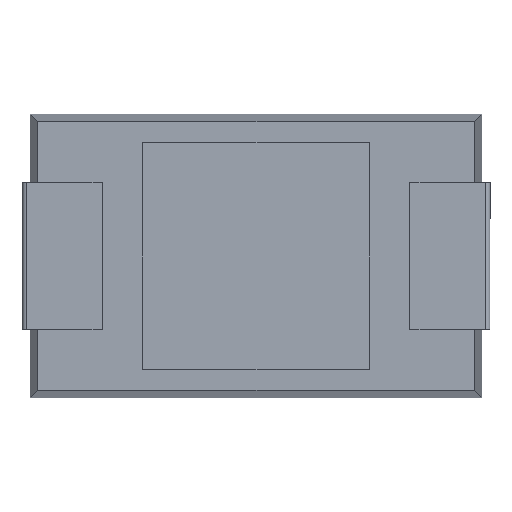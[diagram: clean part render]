
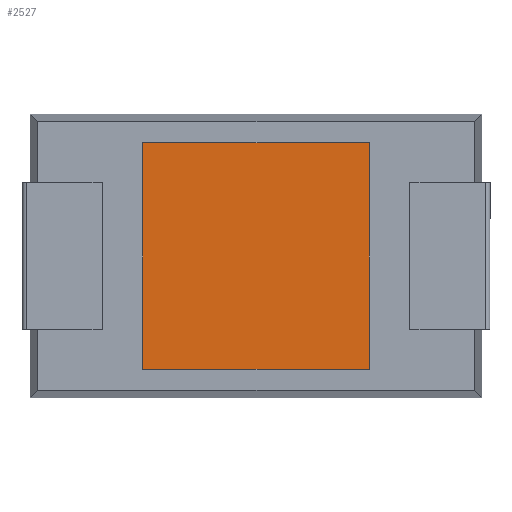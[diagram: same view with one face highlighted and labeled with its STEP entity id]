
A CAD part, front view. The second image highlights one B-rep face of the part: STEP entity #2527.
In plain terms, the highlighted planar face has unit normal (0, -1, 0).
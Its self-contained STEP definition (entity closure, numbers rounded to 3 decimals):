
#39 = VERTEX_POINT ( 'NONE', #3161 ) ;
#71 = LINE ( 'NONE', #1616, #3329 ) ;
#136 = DIRECTION ( 'NONE',  ( 0., 0., 1. ) ) ;
#172 = CARTESIAN_POINT ( 'NONE',  ( 5.51, -0.1, -0.46 ) ) ;
#349 = EDGE_CURVE ( 'NONE', #966, #3884, #2227, .T. ) ;
#374 = DIRECTION ( 'NONE',  ( 0., 0., -1. ) ) ;
#471 = EDGE_LOOP ( 'NONE', ( #3075, #1885, #3180, #3127 ) ) ;
#846 = CARTESIAN_POINT ( 'NONE',  ( 5.51, -0.1, -4.14 ) ) ;
#957 = PLANE ( 'NONE',  #2319 ) ;
#966 = VERTEX_POINT ( 'NONE', #846 ) ;
#1025 = DIRECTION ( 'NONE',  ( 1., 0., 0. ) ) ;
#1374 = VECTOR ( 'NONE', #3735, 1000. ) ;
#1421 = LINE ( 'NONE', #2674, #1374 ) ;
#1616 = CARTESIAN_POINT ( 'NONE',  ( 1.83, -0.1, -0.46 ) ) ;
#1855 = CARTESIAN_POINT ( 'NONE',  ( 0., -0.1, 0. ) ) ;
#1885 = ORIENTED_EDGE ( 'NONE', *, *, #4022, .T. ) ;
#2169 = CARTESIAN_POINT ( 'NONE',  ( 1.83, -0.1, -4.14 ) ) ;
#2172 = DIRECTION ( 'NONE',  ( 0., 0., -1. ) ) ;
#2227 = LINE ( 'NONE', #172, #2323 ) ;
#2258 = VERTEX_POINT ( 'NONE', #2511 ) ;
#2285 = LINE ( 'NONE', #2169, #4064 ) ;
#2306 = CARTESIAN_POINT ( 'NONE',  ( 5.51, -0.1, -0.46 ) ) ;
#2319 = AXIS2_PLACEMENT_3D ( 'NONE', #1855, #4075, #2172 ) ;
#2323 = VECTOR ( 'NONE', #136, 1000. ) ;
#2511 = CARTESIAN_POINT ( 'NONE',  ( 1.83, -0.1, -0.46 ) ) ;
#2527 = ADVANCED_FACE ( 'NONE', ( #3296 ), #957, .T. ) ;
#2674 = CARTESIAN_POINT ( 'NONE',  ( 1.83, -0.1, -0.46 ) ) ;
#3075 = ORIENTED_EDGE ( 'NONE', *, *, #349, .T. ) ;
#3127 = ORIENTED_EDGE ( 'NONE', *, *, #3397, .T. ) ;
#3161 = CARTESIAN_POINT ( 'NONE',  ( 1.83, -0.1, -4.14 ) ) ;
#3180 = ORIENTED_EDGE ( 'NONE', *, *, #3258, .T. ) ;
#3258 = EDGE_CURVE ( 'NONE', #2258, #39, #71, .T. ) ;
#3296 = FACE_OUTER_BOUND ( 'NONE', #471, .T. ) ;
#3329 = VECTOR ( 'NONE', #374, 1000. ) ;
#3397 = EDGE_CURVE ( 'NONE', #39, #966, #2285, .T. ) ;
#3735 = DIRECTION ( 'NONE',  ( -1., 0., 0. ) ) ;
#3884 = VERTEX_POINT ( 'NONE', #2306 ) ;
#4022 = EDGE_CURVE ( 'NONE', #3884, #2258, #1421, .T. ) ;
#4064 = VECTOR ( 'NONE', #1025, 1000. ) ;
#4075 = DIRECTION ( 'NONE',  ( 0., -1., 0. ) ) ;
